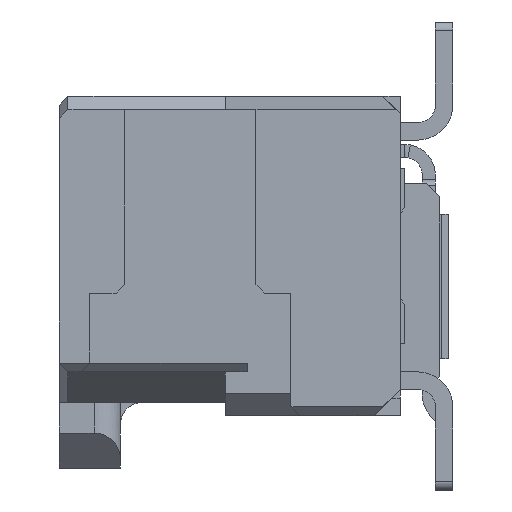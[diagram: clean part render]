
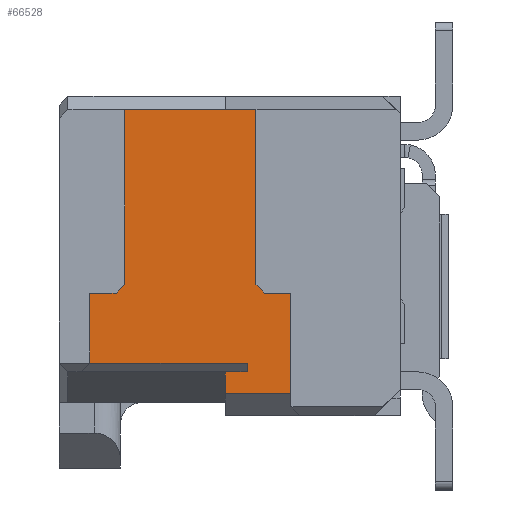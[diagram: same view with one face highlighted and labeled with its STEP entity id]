
A CAD part, left-side view. The second image highlights one B-rep face of the part: STEP entity #66528.
In plain terms, the highlighted planar face has unit normal (-1, 0, 0).
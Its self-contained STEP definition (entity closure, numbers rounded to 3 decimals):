
#625 = EDGE_CURVE ( 'NONE', #80376, #52515, #80936, .T. ) ;
#651 = EDGE_LOOP ( 'NONE', ( #39011, #65558, #48244, #23062, #7227, #23885, #65355, #60701, #78180, #87165, #4626, #82001, #12910, #41306, #65432, #22434 ) ) ;
#1182 = EDGE_CURVE ( 'NONE', #9487, #12752, #51454, .T. ) ;
#1794 = EDGE_CURVE ( 'NONE', #30923, #4997, #9539, .T. ) ;
#1904 = CARTESIAN_POINT ( 'NONE',  ( -17.05, 1.8, -0.85 ) ) ;
#2113 = CARTESIAN_POINT ( 'NONE',  ( -17.05, 1.7, -3.4 ) ) ;
#3032 = EDGE_CURVE ( 'NONE', #51599, #38910, #27454, .T. ) ;
#3447 = CARTESIAN_POINT ( 'NONE',  ( -17.05, 3.9, -0.85 ) ) ;
#4626 = ORIENTED_EDGE ( 'NONE', *, *, #7843, .T. ) ;
#4997 = VERTEX_POINT ( 'NONE', #32099 ) ;
#5272 = LINE ( 'NONE', #26161, #61723 ) ;
#6094 = DIRECTION ( 'NONE',  ( 0., 1., 0. ) ) ;
#7227 = ORIENTED_EDGE ( 'NONE', *, *, #9583, .T. ) ;
#7443 = CARTESIAN_POINT ( 'NONE',  ( -17.05, 3.9, 0. ) ) ;
#7843 = EDGE_CURVE ( 'NONE', #65031, #69149, #85141, .T. ) ;
#8519 = CARTESIAN_POINT ( 'NONE',  ( -17.05, 3.9, -0.85 ) ) ;
#9100 = LINE ( 'NONE', #65971, #15840 ) ;
#9487 = VERTEX_POINT ( 'NONE', #80849 ) ;
#9539 = LINE ( 'NONE', #41277, #73884 ) ;
#9583 = EDGE_CURVE ( 'NONE', #38910, #33014, #64412, .T. ) ;
#10017 = LINE ( 'NONE', #3447, #65313 ) ;
#12181 = DIRECTION ( 'NONE',  ( 0., 0., 1. ) ) ;
#12752 = VERTEX_POINT ( 'NONE', #8519 ) ;
#12910 = ORIENTED_EDGE ( 'NONE', *, *, #53614, .T. ) ;
#13525 = VECTOR ( 'NONE', #36960, 1000. ) ;
#13572 = CARTESIAN_POINT ( 'NONE',  ( -17.05, 3.9, -3.05 ) ) ;
#13628 = EDGE_CURVE ( 'NONE', #69149, #43744, #28965, .T. ) ;
#14346 = LINE ( 'NONE', #32884, #88867 ) ;
#15058 = CARTESIAN_POINT ( 'NONE',  ( -17.05, 3.9, -3.15 ) ) ;
#15211 = CARTESIAN_POINT ( 'NONE',  ( -17.05, 3.6, -0.15 ) ) ;
#15840 = VECTOR ( 'NONE', #81092, 1000. ) ;
#16566 = VECTOR ( 'NONE', #71324, 1000. ) ;
#16768 = EDGE_CURVE ( 'NONE', #51599, #49985, #9100, .T. ) ;
#17890 = VERTEX_POINT ( 'NONE', #39378 ) ;
#18474 = VERTEX_POINT ( 'NONE', #40514 ) ;
#19912 = VECTOR ( 'NONE', #79778, 1000. ) ;
#22192 = EDGE_CURVE ( 'NONE', #18474, #70665, #89898, .T. ) ;
#22434 = ORIENTED_EDGE ( 'NONE', *, *, #33183, .T. ) ;
#23062 = ORIENTED_EDGE ( 'NONE', *, *, #3032, .T. ) ;
#23715 = DIRECTION ( 'NONE',  ( 0., 0., -1. ) ) ;
#23885 = ORIENTED_EDGE ( 'NONE', *, *, #55198, .T. ) ;
#24017 = CARTESIAN_POINT ( 'NONE',  ( -17.05, 2.45, 0. ) ) ;
#25160 = VECTOR ( 'NONE', #65570, 1000. ) ;
#25975 = VECTOR ( 'NONE', #23715, 1000. ) ;
#26161 = CARTESIAN_POINT ( 'NONE',  ( -17.05, 1.7, -2.25 ) ) ;
#26907 = DIRECTION ( 'NONE',  ( 0., 1., 0. ) ) ;
#27454 = LINE ( 'NONE', #15058, #25160 ) ;
#28035 = AXIS2_PLACEMENT_3D ( 'NONE', #93343, #34691, #73469 ) ;
#28044 = DIRECTION ( 'NONE',  ( 0., 0.707, 0.707 ) ) ;
#28380 = DIRECTION ( 'NONE',  ( 0., -1., 0. ) ) ;
#28483 = CARTESIAN_POINT ( 'NONE',  ( -17.05, 1.8, -2.15 ) ) ;
#28544 = DIRECTION ( 'NONE',  ( 0., 0., 1. ) ) ;
#28965 = LINE ( 'NONE', #48708, #36840 ) ;
#30923 = VERTEX_POINT ( 'NONE', #2113 ) ;
#32076 = CARTESIAN_POINT ( 'NONE',  ( -17.05, 2.45, -3.15 ) ) ;
#32099 = CARTESIAN_POINT ( 'NONE',  ( -17.05, 1.7, -2.25 ) ) ;
#32709 = LINE ( 'NONE', #80190, #13525 ) ;
#32884 = CARTESIAN_POINT ( 'NONE',  ( -17.05, 3.9, -3.4 ) ) ;
#33014 = VERTEX_POINT ( 'NONE', #43182 ) ;
#33183 = EDGE_CURVE ( 'NONE', #17890, #18474, #59914, .T. ) ;
#34691 = DIRECTION ( 'NONE',  ( -1., 0., 0. ) ) ;
#36840 = VECTOR ( 'NONE', #26907, 1000. ) ;
#36960 = DIRECTION ( 'NONE',  ( 0., 0., -1. ) ) ;
#38910 = VERTEX_POINT ( 'NONE', #32076 ) ;
#39011 = ORIENTED_EDGE ( 'NONE', *, *, #22192, .T. ) ;
#39378 = CARTESIAN_POINT ( 'NONE',  ( -17.05, 3.9, -2.15 ) ) ;
#40514 = CARTESIAN_POINT ( 'NONE',  ( -17.05, 4., -2.25 ) ) ;
#41045 = VECTOR ( 'NONE', #28380, 1000. ) ;
#41277 = CARTESIAN_POINT ( 'NONE',  ( -17.05, 1.7, 0. ) ) ;
#41306 = ORIENTED_EDGE ( 'NONE', *, *, #1182, .T. ) ;
#42396 = VECTOR ( 'NONE', #6094, 1000. ) ;
#43182 = CARTESIAN_POINT ( 'NONE',  ( -17.05, 2.45, -3.4 ) ) ;
#43266 = CARTESIAN_POINT ( 'NONE',  ( -17.05, 1.8, 0. ) ) ;
#43744 = VERTEX_POINT ( 'NONE', #15211 ) ;
#45980 = DIRECTION ( 'NONE',  ( 0., 0.707, -0.707 ) ) ;
#47007 = EDGE_CURVE ( 'NONE', #70665, #49985, #91823, .T. ) ;
#47214 = CARTESIAN_POINT ( 'NONE',  ( -17.05, 2.1, 0. ) ) ;
#47444 = DIRECTION ( 'NONE',  ( 0., -1., 0. ) ) ;
#48244 = ORIENTED_EDGE ( 'NONE', *, *, #16768, .F. ) ;
#48601 = VECTOR ( 'NONE', #45980, 1000. ) ;
#48682 = CARTESIAN_POINT ( 'NONE',  ( -17.05, 3.9, -0.85 ) ) ;
#48708 = CARTESIAN_POINT ( 'NONE',  ( -17.05, 3.9, -0.15 ) ) ;
#49985 = VERTEX_POINT ( 'NONE', #80432 ) ;
#50683 = FACE_OUTER_BOUND ( 'NONE', #651, .T. ) ;
#51454 = LINE ( 'NONE', #48682, #42396 ) ;
#51599 = VERTEX_POINT ( 'NONE', #81981 ) ;
#52515 = VERTEX_POINT ( 'NONE', #28483 ) ;
#53614 = EDGE_CURVE ( 'NONE', #43744, #9487, #32709, .T. ) ;
#54007 = CARTESIAN_POINT ( 'NONE',  ( -17.05, 4., -3.05 ) ) ;
#54841 = EDGE_CURVE ( 'NONE', #17890, #12752, #59801, .T. ) ;
#55198 = EDGE_CURVE ( 'NONE', #33014, #30923, #14346, .T. ) ;
#58972 = CARTESIAN_POINT ( 'NONE',  ( -17.05, 4., 0. ) ) ;
#59801 = LINE ( 'NONE', #7443, #82314 ) ;
#59914 = LINE ( 'NONE', #87967, #48601 ) ;
#60701 = ORIENTED_EDGE ( 'NONE', *, *, #91563, .T. ) ;
#61723 = VECTOR ( 'NONE', #28044, 1000. ) ;
#64412 = LINE ( 'NONE', #24017, #25975 ) ;
#65031 = VERTEX_POINT ( 'NONE', #88955 ) ;
#65313 = VECTOR ( 'NONE', #75665, 1000. ) ;
#65355 = ORIENTED_EDGE ( 'NONE', *, *, #1794, .T. ) ;
#65432 = ORIENTED_EDGE ( 'NONE', *, *, #54841, .F. ) ;
#65558 = ORIENTED_EDGE ( 'NONE', *, *, #47007, .T. ) ;
#65570 = DIRECTION ( 'NONE',  ( 0., 1., 0. ) ) ;
#65971 = CARTESIAN_POINT ( 'NONE',  ( -17.05, 2.2, -0.5 ) ) ;
#66528 = ADVANCED_FACE ( 'NONE', ( #50683 ), #79173, .T. ) ;
#67013 = VECTOR ( 'NONE', #12181, 1000. ) ;
#69149 = VERTEX_POINT ( 'NONE', #79399 ) ;
#70665 = VERTEX_POINT ( 'NONE', #54007 ) ;
#71324 = DIRECTION ( 'NONE',  ( 0., 0., -1. ) ) ;
#73469 = DIRECTION ( 'NONE',  ( 0., 0., 1. ) ) ;
#73884 = VECTOR ( 'NONE', #91732, 1000. ) ;
#75665 = DIRECTION ( 'NONE',  ( 0., 1., 0. ) ) ;
#78180 = ORIENTED_EDGE ( 'NONE', *, *, #625, .F. ) ;
#79173 = PLANE ( 'NONE',  #28035 ) ;
#79399 = CARTESIAN_POINT ( 'NONE',  ( -17.05, 2.1, -0.15 ) ) ;
#79778 = DIRECTION ( 'NONE',  ( 0., 0., -1. ) ) ;
#80190 = CARTESIAN_POINT ( 'NONE',  ( -17.05, 3.6, 0. ) ) ;
#80376 = VERTEX_POINT ( 'NONE', #1904 ) ;
#80432 = CARTESIAN_POINT ( 'NONE',  ( -17.05, 2.2, -3.05 ) ) ;
#80849 = CARTESIAN_POINT ( 'NONE',  ( -17.05, 3.6, -0.85 ) ) ;
#80936 = LINE ( 'NONE', #43266, #16566 ) ;
#81092 = DIRECTION ( 'NONE',  ( 0., 0., 1. ) ) ;
#81981 = CARTESIAN_POINT ( 'NONE',  ( -17.05, 2.2, -3.15 ) ) ;
#82001 = ORIENTED_EDGE ( 'NONE', *, *, #13628, .T. ) ;
#82314 = VECTOR ( 'NONE', #28544, 1000. ) ;
#84284 = EDGE_CURVE ( 'NONE', #80376, #65031, #10017, .T. ) ;
#85141 = LINE ( 'NONE', #47214, #67013 ) ;
#87165 = ORIENTED_EDGE ( 'NONE', *, *, #84284, .T. ) ;
#87967 = CARTESIAN_POINT ( 'NONE',  ( -17.05, 3.9, -2.15 ) ) ;
#88867 = VECTOR ( 'NONE', #47444, 1000. ) ;
#88955 = CARTESIAN_POINT ( 'NONE',  ( -17.05, 2.1, -0.85 ) ) ;
#89898 = LINE ( 'NONE', #58972, #19912 ) ;
#91563 = EDGE_CURVE ( 'NONE', #4997, #52515, #5272, .T. ) ;
#91732 = DIRECTION ( 'NONE',  ( 0., 0., 1. ) ) ;
#91823 = LINE ( 'NONE', #13572, #41045 ) ;
#93343 = CARTESIAN_POINT ( 'NONE',  ( -17.05, 3.9, 0. ) ) ;
